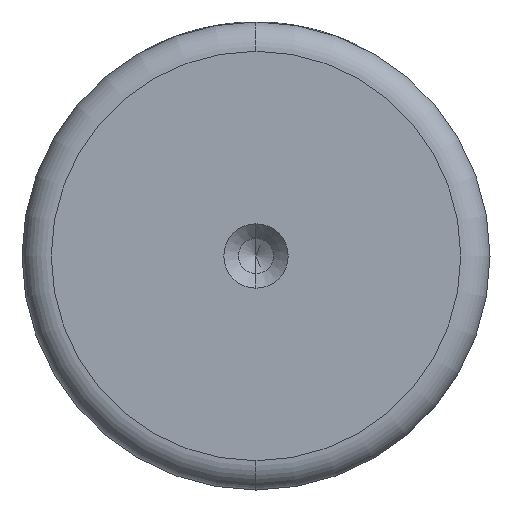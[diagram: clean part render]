
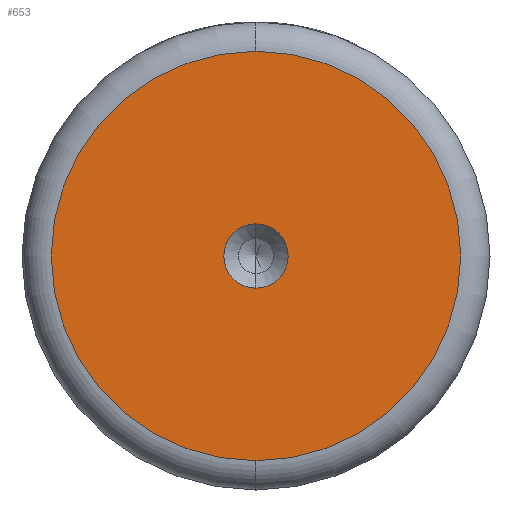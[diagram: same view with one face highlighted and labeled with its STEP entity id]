
A CAD part, left-side view. The second image highlights one B-rep face of the part: STEP entity #653.
In plain terms, the highlighted planar face has unit normal (-1, 0, 0).
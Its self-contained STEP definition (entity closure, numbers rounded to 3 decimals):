
#7 = EDGE_CURVE ( 'NONE', #924, #898, #303, .T. ) ;
#15 = VERTEX_POINT ( 'NONE', #743 ) ;
#20 = DIRECTION ( 'NONE',  ( 0., 0., 1. ) ) ;
#33 = VERTEX_POINT ( 'NONE', #1161 ) ;
#47 = AXIS2_PLACEMENT_3D ( 'NONE', #887, #227, #994 ) ;
#51 = AXIS2_PLACEMENT_3D ( 'NONE', #927, #712, #1160 ) ;
#97 = ORIENTED_EDGE ( 'NONE', *, *, #218, .T. ) ;
#145 = DIRECTION ( 'NONE',  ( -1., 0., 0. ) ) ;
#152 = CARTESIAN_POINT ( 'NONE',  ( 0., 0., 0. ) ) ;
#175 = DIRECTION ( 'NONE',  ( -1., 0., 0. ) ) ;
#218 = EDGE_CURVE ( 'NONE', #33, #15, #812, .T. ) ;
#227 = DIRECTION ( 'NONE',  ( -1., 0., 0. ) ) ;
#303 = CIRCLE ( 'NONE', #765, 3.3 ) ;
#342 = EDGE_LOOP ( 'NONE', ( #615, #97 ) ) ;
#375 = CARTESIAN_POINT ( 'NONE',  ( 0., 0., 0. ) ) ;
#401 = PLANE ( 'NONE',  #51 ) ;
#482 = DIRECTION ( 'NONE',  ( 0., 0., 1. ) ) ;
#613 = ORIENTED_EDGE ( 'NONE', *, *, #7, .F. ) ;
#615 = ORIENTED_EDGE ( 'NONE', *, *, #1317, .T. ) ;
#653 = ADVANCED_FACE ( 'NONE', ( #1111, #855 ), #401, .T. ) ;
#712 = DIRECTION ( 'NONE',  ( -1., 0., 0. ) ) ;
#740 = CARTESIAN_POINT ( 'NONE',  ( 0., 0., -3.3 ) ) ;
#743 = CARTESIAN_POINT ( 'NONE',  ( 0., 0., 21. ) ) ;
#745 = CIRCLE ( 'NONE', #1297, 3.3 ) ;
#765 = AXIS2_PLACEMENT_3D ( 'NONE', #152, #145, #20 ) ;
#812 = CIRCLE ( 'NONE', #47, 21. ) ;
#847 = CARTESIAN_POINT ( 'NONE',  ( 0., 0., 0. ) ) ;
#851 = CARTESIAN_POINT ( 'NONE',  ( 0., 0., 3.3 ) ) ;
#855 = FACE_OUTER_BOUND ( 'NONE', #342, .T. ) ;
#887 = CARTESIAN_POINT ( 'NONE',  ( 0., 0., 0. ) ) ;
#898 = VERTEX_POINT ( 'NONE', #851 ) ;
#912 = CIRCLE ( 'NONE', #970, 21. ) ;
#924 = VERTEX_POINT ( 'NONE', #740 ) ;
#927 = CARTESIAN_POINT ( 'NONE',  ( 0., 0., 0. ) ) ;
#952 = DIRECTION ( 'NONE',  ( 0., 0., 1. ) ) ;
#970 = AXIS2_PLACEMENT_3D ( 'NONE', #375, #1127, #482 ) ;
#994 = DIRECTION ( 'NONE',  ( 0., 0., 1. ) ) ;
#1001 = EDGE_LOOP ( 'NONE', ( #1316, #613 ) ) ;
#1111 = FACE_BOUND ( 'NONE', #1001, .T. ) ;
#1127 = DIRECTION ( 'NONE',  ( -1., 0., 0. ) ) ;
#1160 = DIRECTION ( 'NONE',  ( 0., 0., 1. ) ) ;
#1161 = CARTESIAN_POINT ( 'NONE',  ( 0., 0., -21. ) ) ;
#1297 = AXIS2_PLACEMENT_3D ( 'NONE', #847, #175, #952 ) ;
#1316 = ORIENTED_EDGE ( 'NONE', *, *, #1434, .F. ) ;
#1317 = EDGE_CURVE ( 'NONE', #15, #33, #912, .T. ) ;
#1434 = EDGE_CURVE ( 'NONE', #898, #924, #745, .T. ) ;
